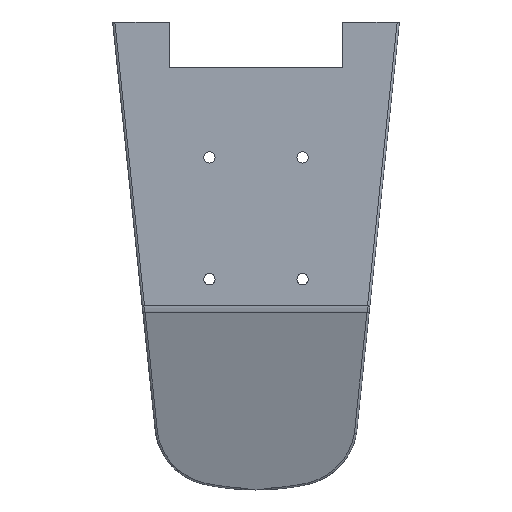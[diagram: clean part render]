
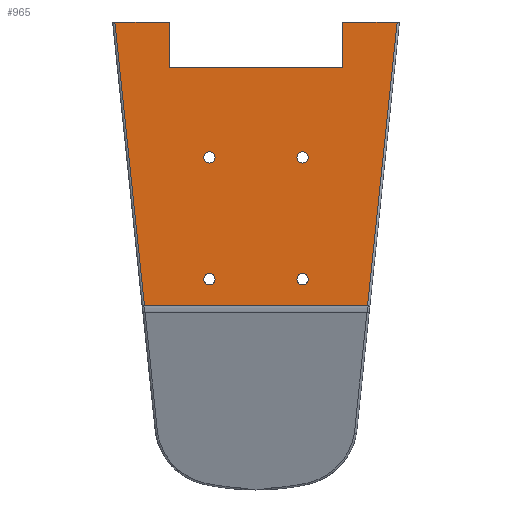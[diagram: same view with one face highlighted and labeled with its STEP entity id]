
A CAD part, front view. The second image highlights one B-rep face of the part: STEP entity #965.
In plain terms, the highlighted planar face has unit normal (0, -1, 0).
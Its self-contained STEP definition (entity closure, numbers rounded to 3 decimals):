
#52=FACE_BOUND('',#201,.T.);
#53=FACE_BOUND('',#202,.T.);
#54=FACE_BOUND('',#203,.T.);
#55=FACE_BOUND('',#204,.T.);
#112=PLANE('',#1069);
#136=FACE_OUTER_BOUND('',#200,.T.);
#200=EDGE_LOOP('',(#724,#725,#726,#727,#728,#729,#730,#731));
#201=EDGE_LOOP('',(#732));
#202=EDGE_LOOP('',(#733));
#203=EDGE_LOOP('',(#734));
#204=EDGE_LOOP('',(#735));
#271=LINE('',#1538,#330);
#273=LINE('',#1549,#332);
#276=LINE('',#1555,#335);
#279=LINE('',#1561,#338);
#282=LINE('',#1565,#341);
#284=LINE('',#1572,#343);
#285=LINE('',#1576,#344);
#286=LINE('',#1577,#345);
#330=VECTOR('',#1228,10.);
#332=VECTOR('',#1240,10.);
#335=VECTOR('',#1245,10.);
#338=VECTOR('',#1250,10.);
#341=VECTOR('',#1255,10.);
#343=VECTOR('',#1263,10.);
#344=VECTOR('',#1268,10.);
#345=VECTOR('',#1269,10.);
#375=CIRCLE('',#1070,2.5);
#376=CIRCLE('',#1071,2.5);
#377=CIRCLE('',#1072,2.5);
#378=CIRCLE('',#1073,2.5);
#430=VERTEX_POINT('',#1535);
#431=VERTEX_POINT('',#1537);
#434=VERTEX_POINT('',#1546);
#435=VERTEX_POINT('',#1548);
#437=VERTEX_POINT('',#1554);
#439=VERTEX_POINT('',#1560);
#441=VERTEX_POINT('',#1571);
#442=VERTEX_POINT('',#1575);
#443=VERTEX_POINT('',#1578);
#444=VERTEX_POINT('',#1580);
#445=VERTEX_POINT('',#1582);
#446=VERTEX_POINT('',#1584);
#528=EDGE_CURVE('',#431,#430,#271,.T.);
#534=EDGE_CURVE('',#435,#434,#273,.T.);
#537=EDGE_CURVE('',#437,#435,#276,.T.);
#540=EDGE_CURVE('',#439,#437,#279,.T.);
#543=EDGE_CURVE('',#430,#439,#282,.T.);
#546=EDGE_CURVE('',#431,#441,#284,.T.);
#548=EDGE_CURVE('',#442,#434,#285,.T.);
#549=EDGE_CURVE('',#441,#442,#286,.T.);
#550=EDGE_CURVE('',#443,#443,#375,.T.);
#551=EDGE_CURVE('',#444,#444,#376,.T.);
#552=EDGE_CURVE('',#445,#445,#377,.T.);
#553=EDGE_CURVE('',#446,#446,#378,.T.);
#724=ORIENTED_EDGE('',*,*,#528,.T.);
#725=ORIENTED_EDGE('',*,*,#543,.T.);
#726=ORIENTED_EDGE('',*,*,#540,.T.);
#727=ORIENTED_EDGE('',*,*,#537,.T.);
#728=ORIENTED_EDGE('',*,*,#534,.T.);
#729=ORIENTED_EDGE('',*,*,#548,.F.);
#730=ORIENTED_EDGE('',*,*,#549,.F.);
#731=ORIENTED_EDGE('',*,*,#546,.F.);
#732=ORIENTED_EDGE('',*,*,#550,.T.);
#733=ORIENTED_EDGE('',*,*,#551,.T.);
#734=ORIENTED_EDGE('',*,*,#552,.T.);
#735=ORIENTED_EDGE('',*,*,#553,.T.);
#965=ADVANCED_FACE('',(#136,#52,#53,#54,#55),#112,.F.);
#1069=AXIS2_PLACEMENT_3D('',#1574,#1266,#1267);
#1070=AXIS2_PLACEMENT_3D('',#1579,#1270,#1271);
#1071=AXIS2_PLACEMENT_3D('',#1581,#1272,#1273);
#1072=AXIS2_PLACEMENT_3D('',#1583,#1274,#1275);
#1073=AXIS2_PLACEMENT_3D('',#1585,#1276,#1277);
#1228=DIRECTION('',(-1.,0.,0.));
#1240=DIRECTION('',(-1.,0.,0.));
#1245=DIRECTION('',(0.,0.,1.));
#1250=DIRECTION('',(-1.,0.,0.));
#1255=DIRECTION('',(0.,0.,-1.));
#1263=DIRECTION('',(-0.104,0.,-0.995));
#1266=DIRECTION('center_axis',(0.,1.,0.));
#1267=DIRECTION('ref_axis',(0.,0.,1.));
#1268=DIRECTION('',(-0.104,0.,0.995));
#1269=DIRECTION('',(-1.,0.,0.));
#1270=DIRECTION('center_axis',(0.,1.,0.));
#1271=DIRECTION('ref_axis',(-1.,0.,0.));
#1272=DIRECTION('center_axis',(0.,1.,0.));
#1273=DIRECTION('ref_axis',(-1.,0.,0.));
#1274=DIRECTION('center_axis',(0.,1.,0.));
#1275=DIRECTION('ref_axis',(-1.,0.,0.));
#1276=DIRECTION('center_axis',(0.,1.,0.));
#1277=DIRECTION('ref_axis',(-1.,0.,0.));
#1535=CARTESIAN_POINT('',(38.463,0.,-74.094));
#1537=CARTESIAN_POINT('',(62.541,0.,-74.094));
#1538=CARTESIAN_POINT('',(31.773,0.,-74.094));
#1546=CARTESIAN_POINT('',(-62.541,0.,-74.094));
#1548=CARTESIAN_POINT('',(-38.463,0.,-74.094));
#1549=CARTESIAN_POINT('',(-19.232,0.,-74.094));
#1554=CARTESIAN_POINT('',(-38.463,0.,-94.094));
#1555=CARTESIAN_POINT('',(-38.463,0.,-28.094));
#1560=CARTESIAN_POINT('',(38.463,0.,-94.094));
#1561=CARTESIAN_POINT('',(19.232,0.,-94.094));
#1565=CARTESIAN_POINT('',(38.463,0.,-18.094));
#1571=CARTESIAN_POINT('',(49.437,0.,-199.91));
#1572=CARTESIAN_POINT('',(69.81,0.,-4.306));
#1574=CARTESIAN_POINT('Origin',(0.,0.,37.906));
#1575=CARTESIAN_POINT('',(-49.437,0.,-199.91));
#1576=CARTESIAN_POINT('',(-61.346,0.,-85.565));
#1577=CARTESIAN_POINT('',(37.5,0.,-199.91));
#1578=CARTESIAN_POINT('',(23.138,0.,-188.069));
#1579=CARTESIAN_POINT('Origin',(20.638,0.,-188.069));
#1580=CARTESIAN_POINT('',(-18.138,0.,-188.069));
#1581=CARTESIAN_POINT('Origin',(-20.638,0.,-188.069));
#1582=CARTESIAN_POINT('',(23.138,0.,-134.094));
#1583=CARTESIAN_POINT('Origin',(20.638,0.,-134.094));
#1584=CARTESIAN_POINT('',(-18.138,0.,-134.094));
#1585=CARTESIAN_POINT('Origin',(-20.638,0.,-134.094));
